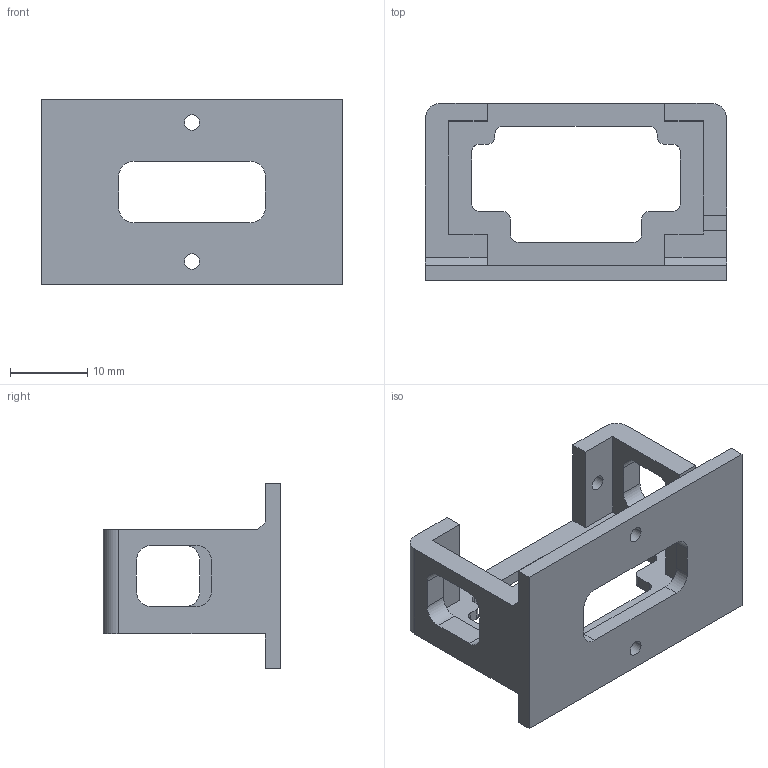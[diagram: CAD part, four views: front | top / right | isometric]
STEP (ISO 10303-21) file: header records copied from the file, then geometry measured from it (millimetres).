
FILE_DESCRIPTION (( 'STEP AP214' ), '1' );
FILE_NAME ('嗆儂釱.STEP', '2023-07-05T15:01:20', ( '' ), ( '' ), 'SwSTEP 2.0', 'SolidWorks 2018', '' );
FILE_SCHEMA (( 'AUTOMOTIVE_DESIGN' ));
Length unit declared in the file: millimetre
Products named in the file (1): 嗆儂釱
Bounding box: 39 x 23 x 24 mm (x, y, z)
Volume: 4046.9 mm3; surface area: 4215.7 mm2
Topology: 1 solids, 1 shells, 86 faces, 252 edges, 168 vertices
Faces by surface type: plane 52, cylinder 34
Entity records: 2930 total; most frequent: CARTESIAN_POINT 507, ORIENTED_EDGE 504, DIRECTION 494, EDGE_CURVE 252, LINE 184, VECTOR 184, VERTEX_POINT 168, AXIS2_PLACEMENT_3D 155
